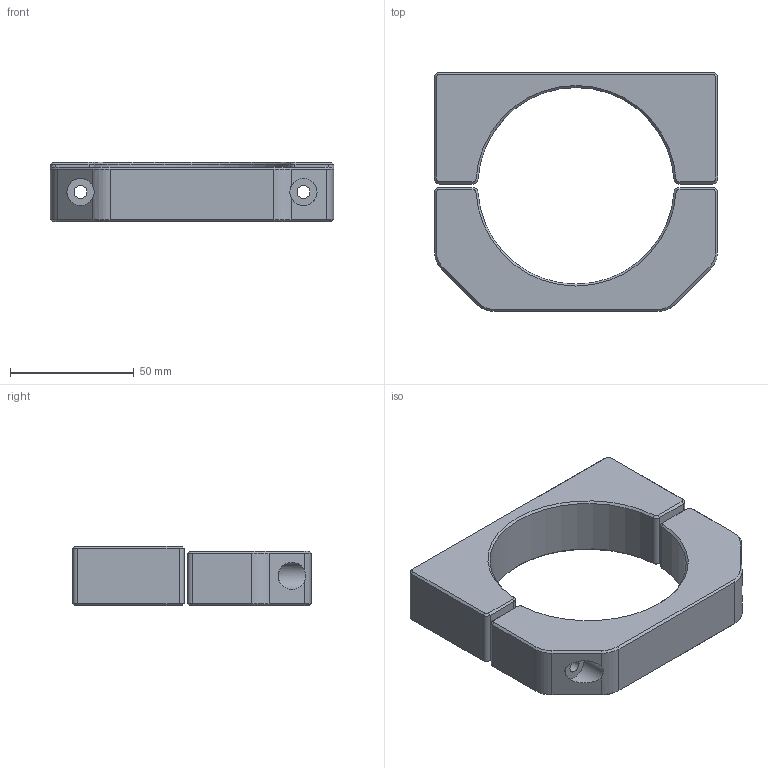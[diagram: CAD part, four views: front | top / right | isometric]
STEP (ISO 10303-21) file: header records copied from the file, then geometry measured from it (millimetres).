
FILE_DESCRIPTION(/* description */ (''),/* implementation_level */ '2;1');
FILE_NAME(/* name */ 'customized HOI v1.step',/* time_stamp */ '2025-04-26T21:54:32-07:00',/* author */ (''),/* organization */ (''),/* preprocessor_version */ 'ST-DEVELOPER v20.1',/* originating_system */ 'Autodesk Translation Framework v14.4.0.0',/* authorisation */ '');
FILE_SCHEMA (('AUTOMOTIVE_DESIGN { 1 0 10303 214 3 1 1 }'));
Length unit declared in the file: millimetre
Products named in the file (1): customized  HOI
Bounding box: 114.42 x 96.46 x 24 mm (x, y, z)
Volume: 124058.1 mm3; surface area: 29539.1 mm2
Topology: 2 solids, 2 shells, 96 faces, 220 edges, 128 vertices
Faces by surface type: plane 42, cone 32, cylinder 22
Full cylindrical faces by diameter (mm): 5.2 x4, 11 x2
Entity records: 2721 total; most frequent: DIRECTION 488, CARTESIAN_POINT 464, ORIENTED_EDGE 440, EDGE_CURVE 220, AXIS2_PLACEMENT_3D 174, LINE 140, VECTOR 140, VERTEX_POINT 128
